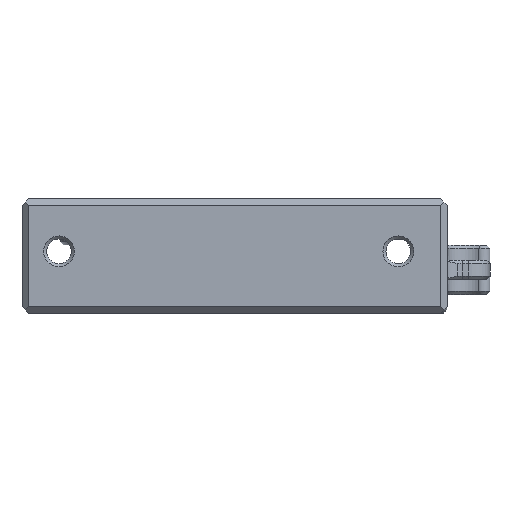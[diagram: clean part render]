
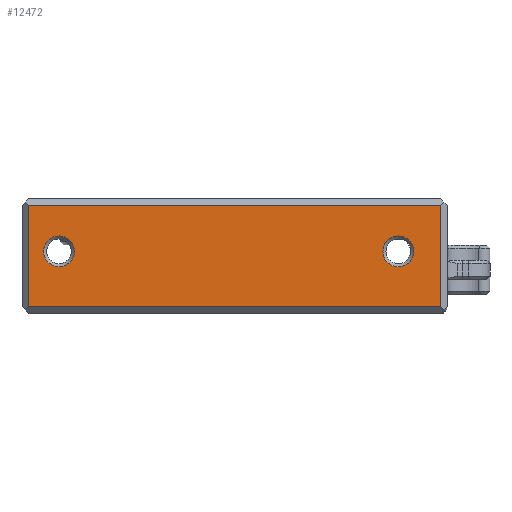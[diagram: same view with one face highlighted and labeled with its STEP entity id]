
A CAD part, left-side view. The second image highlights one B-rep face of the part: STEP entity #12472.
In plain terms, the highlighted planar face has unit normal (-1, 0, 0).
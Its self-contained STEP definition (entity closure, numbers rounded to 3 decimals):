
#315=CIRCLE('',#13183,5.);
#316=CIRCLE('',#13184,5.);
#504=FACE_BOUND('',#2316,.T.);
#505=FACE_BOUND('',#2317,.T.);
#1571=FACE_OUTER_BOUND('',#2315,.T.);
#2315=EDGE_LOOP('',(#9991,#9992,#9993,#9994));
#2316=EDGE_LOOP('',(#9995));
#2317=EDGE_LOOP('',(#9996));
#3375=LINE('',#38572,#4468);
#3440=LINE('',#38834,#4533);
#3445=LINE('',#38842,#4538);
#3447=LINE('',#38845,#4540);
#4468=VECTOR('',#15112,10.);
#4533=VECTOR('',#15275,10.);
#4538=VECTOR('',#15284,10.);
#4540=VECTOR('',#15288,10.);
#5450=VERTEX_POINT('',#38569);
#5451=VERTEX_POINT('',#38571);
#5524=VERTEX_POINT('',#38831);
#5525=VERTEX_POINT('',#38833);
#5527=VERTEX_POINT('',#38846);
#5528=VERTEX_POINT('',#38848);
#7014=EDGE_CURVE('',#5450,#5451,#3375,.T.);
#7113=EDGE_CURVE('',#5524,#5525,#3440,.T.);
#7118=EDGE_CURVE('',#5525,#5450,#3445,.T.);
#7120=EDGE_CURVE('',#5451,#5524,#3447,.T.);
#7121=EDGE_CURVE('',#5527,#5527,#315,.T.);
#7122=EDGE_CURVE('',#5528,#5528,#316,.T.);
#9991=ORIENTED_EDGE('',*,*,#7113,.F.);
#9992=ORIENTED_EDGE('',*,*,#7120,.F.);
#9993=ORIENTED_EDGE('',*,*,#7014,.F.);
#9994=ORIENTED_EDGE('',*,*,#7118,.F.);
#9995=ORIENTED_EDGE('',*,*,#7121,.F.);
#9996=ORIENTED_EDGE('',*,*,#7122,.F.);
#11965=PLANE('',#13182);
#12472=ADVANCED_FACE('',(#1571,#504,#505),#11965,.T.);
#13182=AXIS2_PLACEMENT_3D('',#38844,#15286,#15287);
#13183=AXIS2_PLACEMENT_3D('',#38847,#15289,#15290);
#13184=AXIS2_PLACEMENT_3D('',#38849,#15291,#15292);
#15112=DIRECTION('',(0.,0.,-1.));
#15275=DIRECTION('',(0.,0.,1.));
#15284=DIRECTION('',(0.,-1.,0.));
#15286=DIRECTION('center_axis',(-1.,0.,0.));
#15287=DIRECTION('ref_axis',(0.,1.,0.));
#15288=DIRECTION('',(0.,1.,0.));
#15289=DIRECTION('center_axis',(-1.,0.,0.));
#15290=DIRECTION('ref_axis',(0.,0.,
-1.));
#15291=DIRECTION('center_axis',(-1.,0.,0.));
#15292=DIRECTION('ref_axis',(0.,0.,
1.));
#38569=CARTESIAN_POINT('',(-167.064,-201.444,35.));
#38571=CARTESIAN_POINT('',(-167.064,-201.444,2.));
#38572=CARTESIAN_POINT('',(-167.064,-201.444,25.));
#38831=CARTESIAN_POINT('',(-167.064,-67.632,2.));
#38833=CARTESIAN_POINT('',(-167.064,-67.632,35.));
#38834=CARTESIAN_POINT('',(-167.064,-67.632,14.));
#38842=CARTESIAN_POINT('',(-167.064,-200.132,35.));
#38844=CARTESIAN_POINT('Origin',(-167.064,-198.931,28.));
#38845=CARTESIAN_POINT('',(-167.064,-174.532,2.));
#38846=CARTESIAN_POINT('',(-167.064,-77.632,25.));
#38847=CARTESIAN_POINT('Origin',(-167.064,-77.632,20.));
#38848=CARTESIAN_POINT('',(-167.064,-187.632,15.));
#38849=CARTESIAN_POINT('Origin',(-167.064,-187.632,20.));
